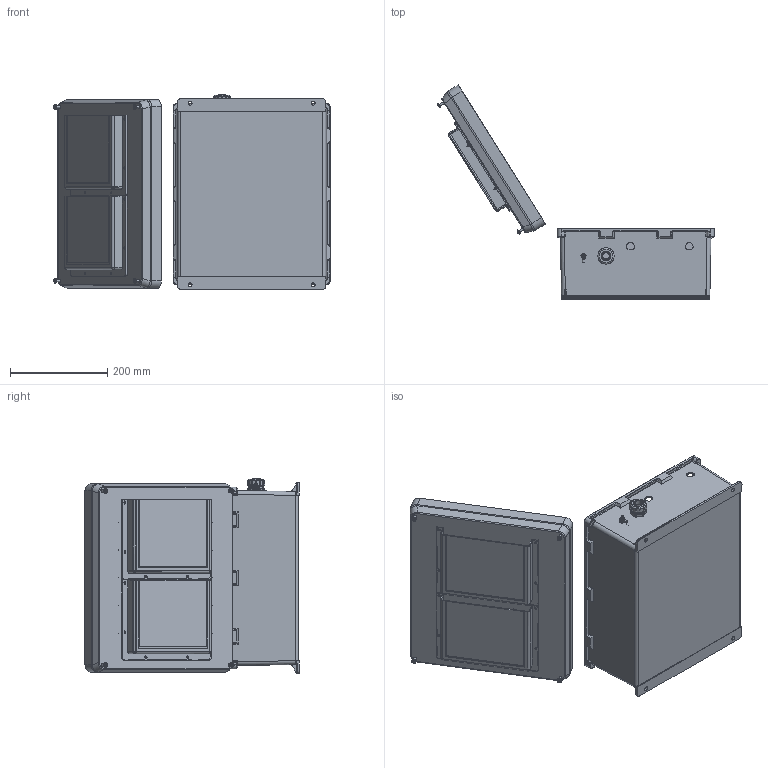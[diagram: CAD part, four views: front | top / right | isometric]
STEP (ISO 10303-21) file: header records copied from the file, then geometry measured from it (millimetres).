
FILE_DESCRIPTION (( 'STEP AP214' ), '1' );
FILE_NAME ('NBC141206-00V.STEP', '2018-02-22T13:54:05', ( '' ), ( '' ), 'SwSTEP 2.0', 'SolidWorks 2017', '' );
FILE_SCHEMA (( 'AUTOMOTIVE_DESIGN' ));
Length unit declared in the file: inch
Products named in the file (19): NBC141206-00V; XFS-0023_92470A148; Fan Screen-120x120 ALUM; XM220-01-UL; XFN-0002; NBC_LidScrew; NEMA GroundWire-NBC141206-00V; XFS-0017; 10-32 NEMA PLATE SCREW; XCT-0011; XCT-0010; XF451-01; XFW-0002; XFN-0003; XCT-0005; XFS-0026; XC-0003; NBC141206-Lid-Vented; NB141207-Box
Assembly tree (45 placements, depth 2):
  NBC141206-00V
    NB141207-Box
    NBC141206-Lid-Vented
    XC-0003
    XFS-0026
    XCT-0005
    XFN-0003  x2
    XFW-0002  x5
    XF451-01
    XCT-0010
    XCT-0011
    10-32 NEMA PLATE SCREW  x4
    XFS-0017
    NEMA GroundWire-NBC141206-00V
    NBC_LidScrew  x4
    XFN-0002  x8
    XM220-01-UL  x2
    Fan Screen-120x120 ALUM  x2
    XFS-0023_92470A148  x8
Bounding box: 569.84 x 441.44 x 402.37 mm (x, y, z)
Volume: 2248548.5 mm3; surface area: 1439481.1 mm2
Topology: 45 solids, 46 shells, 3506 faces, 9680 edges, 6257 vertices
Faces by surface type: cylinder 1535, plane 1095, cone 391, bspline 291, torus 150, sphere 44
Full cylindrical faces by diameter (mm): 0.269 x546, 2.705 x40, 2.846 x1, 3.378 x20, 3.411 x4, 3.556 x9, 3.607 x1, 4.216 x4, 4.496 x16, 4.572 x2, 5.004 x1, 5.182 x1, 5.436 x8, 5.588 x2, 5.639 x1, 5.7 x2, 6.35 x4, 6.5 x4, 6.655 x1, 7.62 x3, 8 x4, 8.928 x4, 9.22 x1, 9.296 x4, 9.525 x5, 10 x4, 13.538 x2, 14.315 x1, 16.281 x1, 18.491 x1
Entity records: 83385 total; most frequent: CARTESIAN_POINT 29593, DIRECTION 9334, ORIENTED_EDGE 9290, EDGE_CURVE 4645, AXIS2_PLACEMENT_3D 3741, EDGE_LOOP 3469, VERTEX_POINT 3270, FACE_OUTER_BOUND 2506
